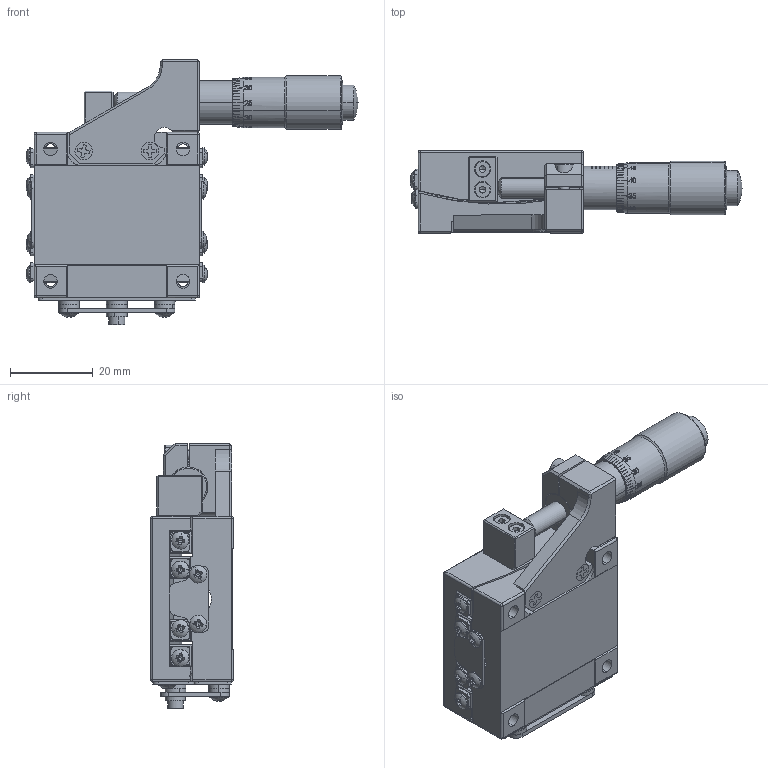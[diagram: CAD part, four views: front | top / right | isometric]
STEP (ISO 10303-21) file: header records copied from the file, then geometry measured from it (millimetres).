
FILE_DESCRIPTION (( 'STEP AP203' ), '1' );
FILE_NAME ('MXG4-60VM.STEP', '2021-02-23T02:29:57', ( '' ), ( '' ), 'SwSTEP 2.0', 'SolidWorks 2020', '' );
FILE_SCHEMA (( 'CONFIG_CONTROL_DESIGN' ));
Products named in the file (1): MXG4-60VM
Bounding box: 80.23 x 20 x 64.2 mm (x, y, z)
Volume: 36590.1 mm3; surface area: 19212.4 mm2
Topology: 2 solids, 2 shells, 1870 faces, 5348 edges, 3523 vertices
Faces by surface type: plane 1265, cylinder 324, cone 133, bspline 90, sphere 44, torus 14
Entity records: 68573 total; most frequent: CARTESIAN_POINT 19993, ORIENTED_EDGE 10592, DIRECTION 9650, EDGE_CURVE 5296, VERTEX_POINT 3521, AXIS2_PLACEMENT_3D 3284, LINE 3082, VECTOR 3082
